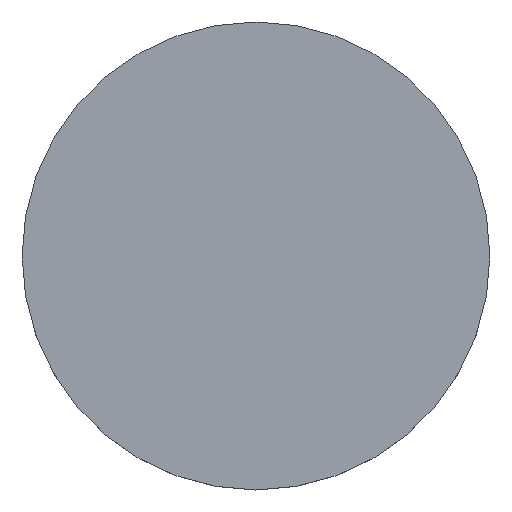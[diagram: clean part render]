
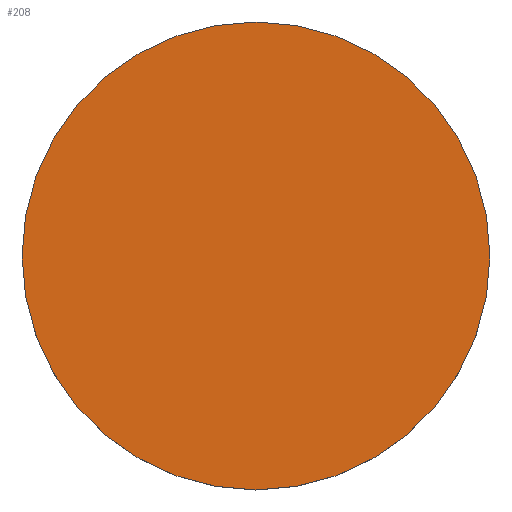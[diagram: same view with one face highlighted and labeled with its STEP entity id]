
A CAD part, top view. The second image highlights one B-rep face of the part: STEP entity #208.
In plain terms, the highlighted planar face has unit normal (0, 0, 1).
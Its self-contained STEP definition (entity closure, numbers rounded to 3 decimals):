
#2 = CARTESIAN_POINT ( 'NONE',  ( 0., 26.112, 3.7 ) ) ;
#18 = DIRECTION ( 'NONE',  ( 0., 0., -1. ) ) ;
#23 = ORIENTED_EDGE ( 'NONE', *, *, #102, .F. ) ;
#29 = CARTESIAN_POINT ( 'NONE',  ( 0., 0., 3.7 ) ) ;
#33 = DIRECTION ( 'NONE',  ( 0., 0., 1. ) ) ;
#39 = EDGE_LOOP ( 'NONE', ( #23, #221 ) ) ;
#44 = DIRECTION ( 'NONE',  ( 0., 0., -1. ) ) ;
#45 = CARTESIAN_POINT ( 'NONE',  ( -12.7, 0., 3.7 ) ) ;
#54 = CIRCLE ( 'NONE', #148, 12.7 ) ;
#67 = DIRECTION ( 'NONE',  ( 1., 0., 0. ) ) ;
#73 = VERTEX_POINT ( 'NONE', #45 ) ;
#91 = FACE_OUTER_BOUND ( 'NONE', #39, .T. ) ;
#99 = CARTESIAN_POINT ( 'NONE',  ( 12.7, 0., 3.7 ) ) ;
#102 = EDGE_CURVE ( 'NONE', #184, #73, #54, .T. ) ;
#118 = CARTESIAN_POINT ( 'NONE',  ( 0., 0., 3.7 ) ) ;
#148 = AXIS2_PLACEMENT_3D ( 'NONE', #29, #44, #231 ) ;
#160 = CIRCLE ( 'NONE', #223, 12.7 ) ;
#163 = EDGE_CURVE ( 'NONE', #73, #184, #160, .T. ) ;
#164 = PLANE ( 'NONE',  #166 ) ;
#166 = AXIS2_PLACEMENT_3D ( 'NONE', #2, #33, #204 ) ;
#184 = VERTEX_POINT ( 'NONE', #99 ) ;
#204 = DIRECTION ( 'NONE',  ( 1., 0., 0. ) ) ;
#208 = ADVANCED_FACE ( 'NONE', ( #91 ), #164, .T. ) ;
#221 = ORIENTED_EDGE ( 'NONE', *, *, #163, .F. ) ;
#223 = AXIS2_PLACEMENT_3D ( 'NONE', #118, #18, #67 ) ;
#231 = DIRECTION ( 'NONE',  ( 1., 0., 0. ) ) ;
